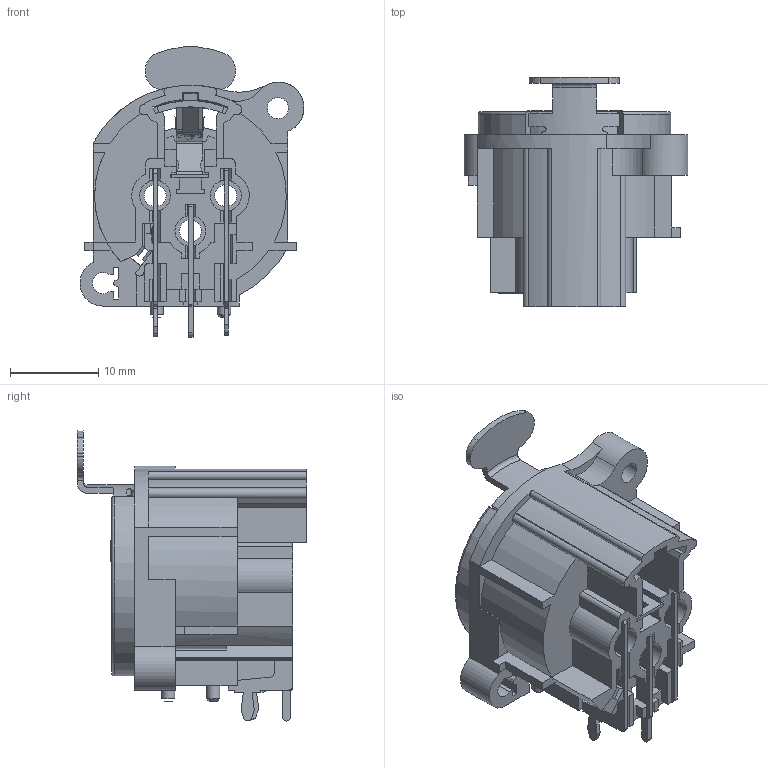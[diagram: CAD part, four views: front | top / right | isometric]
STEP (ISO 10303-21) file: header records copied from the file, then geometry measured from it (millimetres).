
FILE_DESCRIPTION(('FreeCAD Model'),'2;1');
FILE_NAME('Fusion.step','2018-03-01T13:14:01',( 'kicad StepUp'),('ksu MCAD'),'Open CASCADE STEP processor 6.8', 'FreeCAD','Unknown');
FILE_SCHEMA(('AUTOMOTIVE_DESIGN_CC2 { 1 2 10303 214 -1 1 5 4 }'));
Length unit declared in the file: millimetre
Products named in the file (1): Fusion
Bounding box: 25.35 x 26 x 32.82 mm (x, y, z)
Surface area: 6866.7 mm2 (no closed solid volume)
Topology: 0 solids, 25 shells, 484 faces, 2378 edges, 1852 vertices
Faces by surface type: plane 358, cylinder 103, torus 9, cone 7, bspline 7
Full cylindrical faces by diameter (mm): 1.5 x2, 2.4 x1, 2.5 x3
Entity records: 27983 total; most frequent: CARTESIAN_POINT 6073, ORIENTED_EDGE 3640, DIRECTION 3529, EDGE_CURVE 2377, VERTEX_POINT 1852, LINE 1821, VECTOR 1821, AXIS2_PLACEMENT_3D 854
